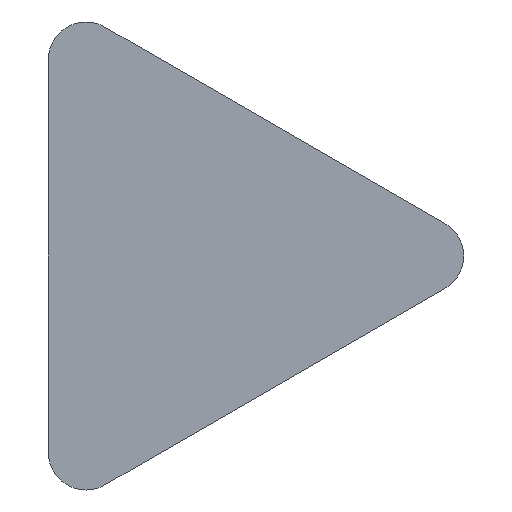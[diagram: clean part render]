
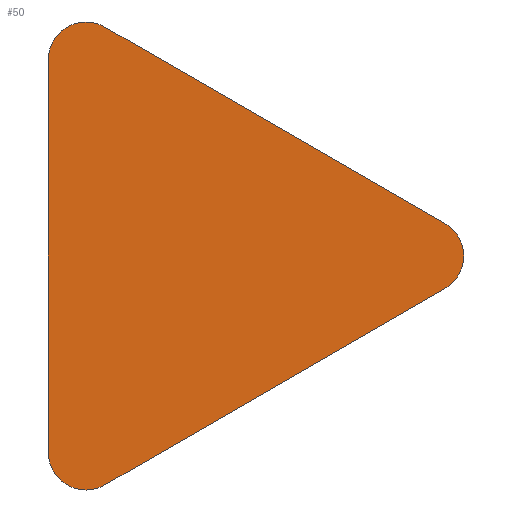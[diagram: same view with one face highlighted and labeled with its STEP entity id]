
A CAD part, top view. The second image highlights one B-rep face of the part: STEP entity #50.
In plain terms, the highlighted planar face has unit normal (0, 0, 1).
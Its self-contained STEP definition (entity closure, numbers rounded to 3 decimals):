
#39=CIRCLE('',#201,1.191);
#41=CIRCLE('',#206,1.191);
#43=CIRCLE('',#209,1.191);
#50=ADVANCED_FACE('',(#63),#55,.T.);
#55=PLANE('',#211);
#63=FACE_OUTER_BOUND('',#71,.T.);
#71=EDGE_LOOP('',(#97,#98,#99,#100,#101,#102));
#97=ORIENTED_EDGE('',*,*,#124,.F.);
#98=ORIENTED_EDGE('',*,*,#136,.T.);
#99=ORIENTED_EDGE('',*,*,#134,.F.);
#100=ORIENTED_EDGE('',*,*,#138,.T.);
#101=ORIENTED_EDGE('',*,*,#130,.F.);
#102=ORIENTED_EDGE('',*,*,#126,.T.);
#110=VERTEX_POINT('',#324);
#112=VERTEX_POINT('',#328);
#114=VERTEX_POINT('',#334);
#116=VERTEX_POINT('',#339);
#118=VERTEX_POINT('',#345);
#120=VERTEX_POINT('',#349);
#124=EDGE_CURVE('',#112,#110,#142,.T.);
#126=EDGE_CURVE('',#114,#110,#39,.T.);
#130=EDGE_CURVE('',#114,#116,#146,.T.);
#134=EDGE_CURVE('',#120,#118,#150,.T.);
#136=EDGE_CURVE('',#112,#118,#41,.T.);
#138=EDGE_CURVE('',#120,#116,#43,.T.);
#142=LINE('',#329,#154);
#146=LINE('',#341,#158);
#150=LINE('',#350,#162);
#154=VECTOR('',#224,1.);
#158=VECTOR('',#236,1.);
#162=VECTOR('',#242,1.);
#201=AXIS2_PLACEMENT_3D('',#333,#229,#230);
#206=AXIS2_PLACEMENT_3D('',#353,#247,#248);
#209=AXIS2_PLACEMENT_3D('',#356,#253,#254);
#211=AXIS2_PLACEMENT_3D('',#358,#257,#258);
#224=DIRECTION('',(0.,1.,0.));
#229=DIRECTION('',(0.,0.,1.));
#230=DIRECTION('',(1.,0.,0.));
#236=DIRECTION('',(0.866,-0.5,0.));
#242=DIRECTION('',(-0.866,-0.5,0.));
#247=DIRECTION('',(0.,0.,1.));
#248=DIRECTION('',(1.,0.,0.));
#253=DIRECTION('',(0.,0.,1.));
#254=DIRECTION('',(1.,0.,0.));
#257=DIRECTION('',(0.,0.,1.));
#258=DIRECTION('',(1.,0.,0.));
#324=CARTESIAN_POINT('',(-4.763,6.186,0.));
#328=CARTESIAN_POINT('',(-4.763,-6.186,0.));
#329=CARTESIAN_POINT('',(-4.763,-16.,0.));
#333=CARTESIAN_POINT('',(-3.572,6.186,0.));
#334=CARTESIAN_POINT('',(-2.976,7.217,0.));
#339=CARTESIAN_POINT('',(7.739,1.031,0.));
#341=CARTESIAN_POINT('',(16.238,-3.876,0.));
#345=CARTESIAN_POINT('',(-2.976,-7.217,0.));
#349=CARTESIAN_POINT('',(7.739,-1.031,0.));
#350=CARTESIAN_POINT('',(16.238,3.876,0.));
#353=CARTESIAN_POINT('',(-3.572,-6.186,0.));
#356=CARTESIAN_POINT('',(7.143,0.,0.));
#358=CARTESIAN_POINT('',(0.,0.,0.));
